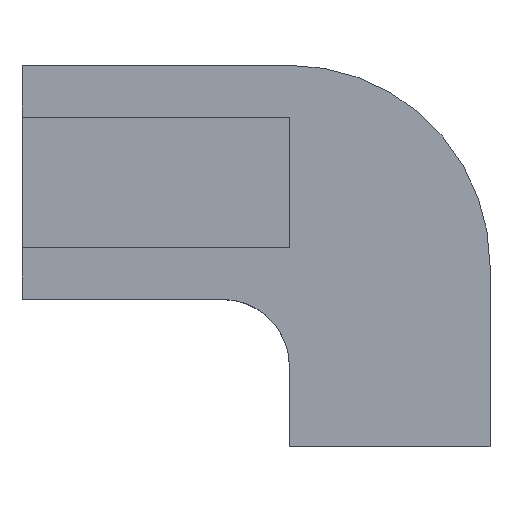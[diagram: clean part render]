
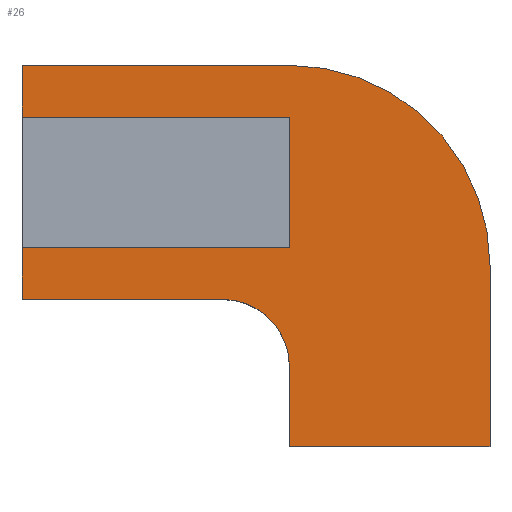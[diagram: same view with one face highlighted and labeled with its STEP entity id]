
A CAD part, top view. The second image highlights one B-rep face of the part: STEP entity #26.
In plain terms, the highlighted planar face has unit normal (0, 0, 1).
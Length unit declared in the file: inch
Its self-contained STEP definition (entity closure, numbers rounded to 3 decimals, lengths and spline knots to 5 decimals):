
#1 = ORIENTED_EDGE ( 'NONE', *, *, #423, .F. ) ;
#2 = CARTESIAN_POINT ( 'NONE',  ( 0.4, 0., 0.175 ) ) ;
#3 = EDGE_CURVE ( 'NONE', #189, #221, #77, .T. ) ;
#6 = ORIENTED_EDGE ( 'NONE', *, *, #190, .T. ) ;
#9 = VERTEX_POINT ( 'NONE', #53 ) ;
#11 = DIRECTION ( 'NONE',  ( -1., 0., 0. ) ) ;
#13 = DIRECTION ( 'NONE',  ( -1., 0., 0. ) ) ;
#26 = ADVANCED_FACE ( 'NONE', ( #438 ), #228, .F. ) ;
#29 = CIRCLE ( 'NONE', #186, 0.3 ) ;
#34 = EDGE_CURVE ( 'NONE', #184, #219, #347, .T. ) ;
#37 = VECTOR ( 'NONE', #202, 39.37008 ) ;
#41 = EDGE_CURVE ( 'NONE', #285, #303, #444, .T. ) ;
#44 = CARTESIAN_POINT ( 'NONE',  ( 0.4, -0.57, 0.175 ) ) ;
#52 = EDGE_CURVE ( 'NONE', #221, #285, #320, .T. ) ;
#53 = CARTESIAN_POINT ( 'NONE',  ( 0., 0., 0.175 ) ) ;
#57 = CARTESIAN_POINT ( 'NONE',  ( 0.4, -0.2725, 0.175 ) ) ;
#63 = LINE ( 'NONE', #57, #148 ) ;
#66 = VERTEX_POINT ( 'NONE', #126 ) ;
#68 = EDGE_CURVE ( 'NONE', #262, #9, #321, .T. ) ;
#77 = LINE ( 'NONE', #239, #257 ) ;
#99 = LINE ( 'NONE', #247, #241 ) ;
#100 = DIRECTION ( 'NONE',  ( 0., -1., 0. ) ) ;
#107 = ORIENTED_EDGE ( 'NONE', *, *, #68, .T. ) ;
#109 = EDGE_CURVE ( 'NONE', #268, #262, #29, .T. ) ;
#126 = CARTESIAN_POINT ( 'NONE',  ( 0.7, -0.57, 0.175 ) ) ;
#129 = DIRECTION ( 'NONE',  ( 0., -1., 0. ) ) ;
#131 = CARTESIAN_POINT ( 'NONE',  ( 0.4, -0.3, 0.175 ) ) ;
#137 = DIRECTION ( 'NONE',  ( 0., 1., 0. ) ) ;
#140 = DIRECTION ( 'NONE',  ( -1., 0., 0. ) ) ;
#147 = VECTOR ( 'NONE', #401, 39.37008 ) ;
#148 = VECTOR ( 'NONE', #207, 39.37008 ) ;
#163 = CARTESIAN_POINT ( 'NONE',  ( 0.4, -0.0775, 0.175 ) ) ;
#166 = DIRECTION ( 'NONE',  ( 0., 0., -1. ) ) ;
#168 = EDGE_CURVE ( 'NONE', #279, #474, #63, .T. ) ;
#184 = VERTEX_POINT ( 'NONE', #332 ) ;
#186 = AXIS2_PLACEMENT_3D ( 'NONE', #131, #363, #140 ) ;
#189 = VERTEX_POINT ( 'NONE', #495 ) ;
#190 = EDGE_CURVE ( 'NONE', #66, #268, #99, .T. ) ;
#195 = CARTESIAN_POINT ( 'NONE',  ( 0.7, -0.3, 0.175 ) ) ;
#197 = EDGE_CURVE ( 'NONE', #9, #219, #291, .T. ) ;
#198 = ORIENTED_EDGE ( 'NONE', *, *, #267, .T. ) ;
#200 = DIRECTION ( 'NONE',  ( 0., 0., -1. ) ) ;
#202 = DIRECTION ( 'NONE',  ( -1., 0., 0. ) ) ;
#207 = DIRECTION ( 'NONE',  ( 1., 0., 0. ) ) ;
#219 = VERTEX_POINT ( 'NONE', #456 ) ;
#221 = VERTEX_POINT ( 'NONE', #500 ) ;
#228 = PLANE ( 'NONE',  #328 ) ;
#232 = CARTESIAN_POINT ( 'NONE',  ( 0., -0.2725, 0.175 ) ) ;
#234 = CARTESIAN_POINT ( 'NONE',  ( 0., 0., 0.175 ) ) ;
#239 = CARTESIAN_POINT ( 'NONE',  ( 0.4, -0.35, 0.175 ) ) ;
#241 = VECTOR ( 'NONE', #137, 39.37008 ) ;
#247 = CARTESIAN_POINT ( 'NONE',  ( 0.7, 0., 0.175 ) ) ;
#257 = VECTOR ( 'NONE', #354, 39.37008 ) ;
#258 = CARTESIAN_POINT ( 'NONE',  ( 0.4, -0.0775, 0.175 ) ) ;
#260 = ORIENTED_EDGE ( 'NONE', *, *, #52, .T. ) ;
#262 = VERTEX_POINT ( 'NONE', #2 ) ;
#263 = EDGE_CURVE ( 'NONE', #303, #66, #273, .T. ) ;
#267 = EDGE_CURVE ( 'NONE', #279, #189, #399, .T. ) ;
#268 = VERTEX_POINT ( 'NONE', #195 ) ;
#269 = CARTESIAN_POINT ( 'NONE',  ( 0.4, -0.57, 0.175 ) ) ;
#272 = ORIENTED_EDGE ( 'NONE', *, *, #3, .T. ) ;
#273 = LINE ( 'NONE', #349, #460 ) ;
#279 = VERTEX_POINT ( 'NONE', #232 ) ;
#283 = CARTESIAN_POINT ( 'NONE',  ( 0., 0., 0.175 ) ) ;
#285 = VERTEX_POINT ( 'NONE', #484 ) ;
#291 = LINE ( 'NONE', #451, #482 ) ;
#303 = VERTEX_POINT ( 'NONE', #269 ) ;
#316 = DIRECTION ( 'NONE',  ( 0., -1., 0. ) ) ;
#320 = CIRCLE ( 'NONE', #367, 0.1 ) ;
#321 = LINE ( 'NONE', #283, #147 ) ;
#327 = LINE ( 'NONE', #258, #335 ) ;
#328 = AXIS2_PLACEMENT_3D ( 'NONE', #234, #200, #11 ) ;
#332 = CARTESIAN_POINT ( 'NONE',  ( 0.4, -0.0775, 0.175 ) ) ;
#335 = VECTOR ( 'NONE', #366, 39.37008 ) ;
#347 = LINE ( 'NONE', #163, #37 ) ;
#349 = CARTESIAN_POINT ( 'NONE',  ( 0.7, -0.57, 0.175 ) ) ;
#350 = ORIENTED_EDGE ( 'NONE', *, *, #263, .T. ) ;
#354 = DIRECTION ( 'NONE',  ( 1., 0., 0. ) ) ;
#363 = DIRECTION ( 'NONE',  ( 0., 0., 1. ) ) ;
#366 = DIRECTION ( 'NONE',  ( 0., 1., 0. ) ) ;
#367 = AXIS2_PLACEMENT_3D ( 'NONE', #483, #166, #13 ) ;
#379 = EDGE_LOOP ( 'NONE', ( #6, #476, #107, #398, #425, #1, #464, #198, #272, #260, #501, #350 ) ) ;
#398 = ORIENTED_EDGE ( 'NONE', *, *, #197, .T. ) ;
#399 = LINE ( 'NONE', #433, #504 ) ;
#401 = DIRECTION ( 'NONE',  ( -1., 0., 0. ) ) ;
#407 = CARTESIAN_POINT ( 'NONE',  ( 0.4, -0.2725, 0.175 ) ) ;
#423 = EDGE_CURVE ( 'NONE', #474, #184, #327, .T. ) ;
#425 = ORIENTED_EDGE ( 'NONE', *, *, #34, .F. ) ;
#433 = CARTESIAN_POINT ( 'NONE',  ( 0., -0.35, 0.175 ) ) ;
#436 = VECTOR ( 'NONE', #316, 39.37008 ) ;
#438 = FACE_OUTER_BOUND ( 'NONE', #379, .T. ) ;
#444 = LINE ( 'NONE', #44, #436 ) ;
#451 = CARTESIAN_POINT ( 'NONE',  ( 0., -0.35, 0.175 ) ) ;
#456 = CARTESIAN_POINT ( 'NONE',  ( 0., -0.0775, 0.175 ) ) ;
#460 = VECTOR ( 'NONE', #477, 39.37008 ) ;
#464 = ORIENTED_EDGE ( 'NONE', *, *, #168, .F. ) ;
#474 = VERTEX_POINT ( 'NONE', #407 ) ;
#476 = ORIENTED_EDGE ( 'NONE', *, *, #109, .T. ) ;
#477 = DIRECTION ( 'NONE',  ( 1., 0., 0. ) ) ;
#482 = VECTOR ( 'NONE', #100, 39.37008 ) ;
#483 = CARTESIAN_POINT ( 'NONE',  ( 0.3, -0.45, 0.175 ) ) ;
#484 = CARTESIAN_POINT ( 'NONE',  ( 0.4, -0.45, 0.175 ) ) ;
#495 = CARTESIAN_POINT ( 'NONE',  ( 0., -0.35, 0.175 ) ) ;
#500 = CARTESIAN_POINT ( 'NONE',  ( 0.3, -0.35, 0.175 ) ) ;
#501 = ORIENTED_EDGE ( 'NONE', *, *, #41, .T. ) ;
#504 = VECTOR ( 'NONE', #129, 39.37008 ) ;
